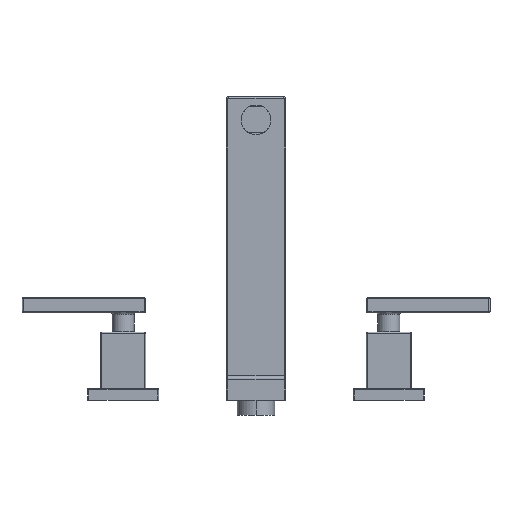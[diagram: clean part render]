
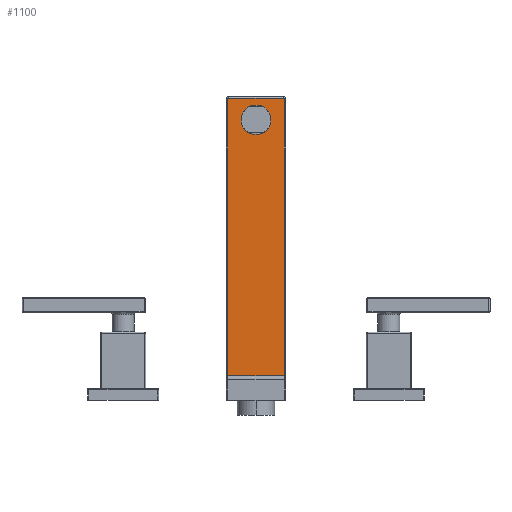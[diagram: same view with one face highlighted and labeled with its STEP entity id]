
A CAD part, front view. The second image highlights one B-rep face of the part: STEP entity #1100.
In plain terms, the highlighted planar face has unit normal (0, -1, 0).
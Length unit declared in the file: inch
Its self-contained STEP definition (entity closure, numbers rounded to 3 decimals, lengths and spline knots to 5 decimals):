
#233=DIRECTION('',(0.,0.,-1.));
#234=VECTOR('',#233,8.206);
#235=CARTESIAN_POINT('',(0.835,0.446,8.94));
#236=LINE('',#235,#234);
#240=DIRECTION('',(1.,0.,0.));
#241=VECTOR('',#240,1.67);
#242=CARTESIAN_POINT('',(-0.835,0.446,0.734));
#243=LINE('',#242,#241);
#247=DIRECTION('',(0.,0.,1.));
#248=VECTOR('',#247,8.206);
#249=CARTESIAN_POINT('',(-0.835,0.446,0.734));
#250=LINE('',#249,#248);
#254=CARTESIAN_POINT('',(-0.815,0.446,8.94));
#255=DIRECTION('',(0.,1.,0.));
#256=DIRECTION('',(-1.,0.,0.));
#257=AXIS2_PLACEMENT_3D('',#254,#255,#256);
#262=DIRECTION('',(1.,0.,0.));
#263=VECTOR('',#262,1.63);
#264=CARTESIAN_POINT('',(-0.815,0.446,8.96));
#265=LINE('',#264,#263);
#269=CARTESIAN_POINT('',(0.815,0.446,8.94));
#270=DIRECTION('',(0.,1.,0.));
#271=DIRECTION('',(0.,0.,1.));
#272=AXIS2_PLACEMENT_3D('',#269,#270,#271);
#277=CARTESIAN_POINT('',(0.,0.446,8.32));
#278=DIRECTION('',(0.,-1.,0.));
#279=DIRECTION('',(1.,0.,0.));
#280=AXIS2_PLACEMENT_3D('',#277,#278,#279);
#285=CARTESIAN_POINT('',(0.,0.446,8.32));
#286=DIRECTION('',(0.,-1.,0.));
#287=DIRECTION('',(-1.,0.,0.));
#288=AXIS2_PLACEMENT_3D('',#285,#286,#287);
#899=CARTESIAN_POINT('',(0.835,0.446,0.734));
#900=VERTEX_POINT('',#899);
#903=CARTESIAN_POINT('',(0.835,0.446,8.94));
#904=VERTEX_POINT('',#903);
#909=CARTESIAN_POINT('',(-0.835,0.446,0.734));
#910=CARTESIAN_POINT('',(-0.835,0.446,8.94));
#911=VERTEX_POINT('',#909);
#912=VERTEX_POINT('',#910);
#951=CARTESIAN_POINT('',(0.815,0.446,8.96));
#952=VERTEX_POINT('',#951);
#955=CARTESIAN_POINT('',(-0.815,0.446,8.96));
#956=VERTEX_POINT('',#955);
#993=CARTESIAN_POINT('',(0.4375,0.446,8.32));
#994=CARTESIAN_POINT('',(-0.4375,0.446,8.32));
#995=VERTEX_POINT('',#993);
#996=VERTEX_POINT('',#994);
#1076=CARTESIAN_POINT('',(-0.875,0.446,9.));
#1077=DIRECTION('',(0.,-1.,0.));
#1078=DIRECTION('',(0.,0.,-1.));
#1079=AXIS2_PLACEMENT_3D('',#1076,#1077,#1078);
#1080=PLANE('',#1079);
#1082=ORIENTED_EDGE('',*,*,#1081,.T.);
#1084=ORIENTED_EDGE('',*,*,#1083,.F.);
#1085=ORIENTED_EDGE('',*,*,#1066,.T.);
#1087=ORIENTED_EDGE('',*,*,#1086,.T.);
#1089=ORIENTED_EDGE('',*,*,#1088,.T.);
#1091=ORIENTED_EDGE('',*,*,#1090,.T.);
#1092=EDGE_LOOP('',(#1082,#1084,#1085,#1087,#1089,#1091));
#1093=FACE_OUTER_BOUND('',#1092,.F.);
#1095=ORIENTED_EDGE('',*,*,#1094,.T.);
#1097=ORIENTED_EDGE('',*,*,#1096,.T.);
#1098=EDGE_LOOP('',(#1095,#1097));
#1099=FACE_BOUND('',#1098,.F.);
#258=CIRCLE('',#257,0.02);
#273=CIRCLE('',#272,0.02);
#281=CIRCLE('',#280,0.4375);
#289=CIRCLE('',#288,0.4375);
#1066=EDGE_CURVE('',#911,#912,#250,.T.);
#1081=EDGE_CURVE('',#904,#900,#236,.T.);
#1083=EDGE_CURVE('',#911,#900,#243,.T.);
#1086=EDGE_CURVE('',#912,#956,#258,.T.);
#1088=EDGE_CURVE('',#956,#952,#265,.T.);
#1090=EDGE_CURVE('',#952,#904,#273,.T.);
#1094=EDGE_CURVE('',#995,#996,#281,.T.);
#1096=EDGE_CURVE('',#996,#995,#289,.T.);
#1100=ADVANCED_FACE('',(#1093,#1099),#1080,.T.);
